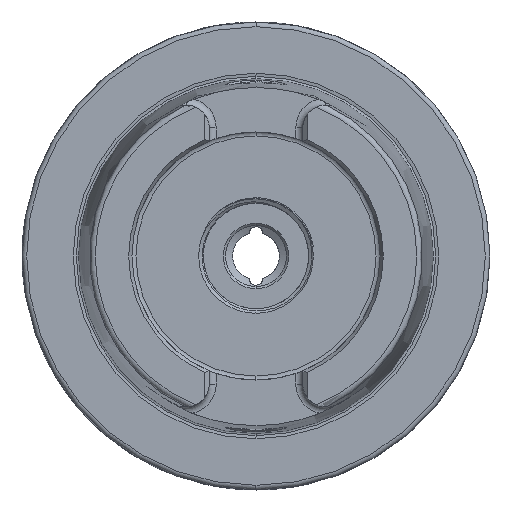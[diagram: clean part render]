
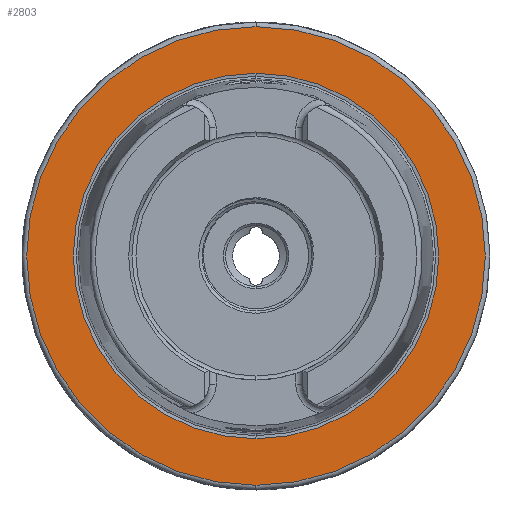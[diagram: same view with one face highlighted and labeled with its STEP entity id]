
A CAD part, left-side view. The second image highlights one B-rep face of the part: STEP entity #2803.
In plain terms, the highlighted planar face has unit normal (-1, 0, 0).
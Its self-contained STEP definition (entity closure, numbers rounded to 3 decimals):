
#1774 = CARTESIAN_POINT ( 'NONE',  ( 0., 0., 0. ) ) ;
#1800 = DIRECTION ( 'NONE',  ( -1., 0., 0. ) ) ;
#1813 = DIRECTION ( 'NONE',  ( 0., 0., 1. ) ) ;
#2803 = ADVANCED_FACE ( 'NONE', ( #27223, #27250 ), #16659, .T. ) ;
#5789 = AXIS2_PLACEMENT_3D ( 'NONE', #25051, #25057, #25077 ) ;
#5819 = AXIS2_PLACEMENT_3D ( 'NONE', #25400, #25414, #25416 ) ;
#5980 = CIRCLE ( 'NONE', #5819, 39.054 ) ;
#6143 = CIRCLE ( 'NONE', #24753, 39.054 ) ;
#6218 = CIRCLE ( 'NONE', #24535, 49. ) ;
#6455 = CIRCLE ( 'NONE', #5789, 49. ) ;
#10313 = DIRECTION ( 'NONE',  ( 1., 0., 0. ) ) ;
#10318 = DIRECTION ( 'NONE',  ( 0., 0., -1. ) ) ;
#10329 = CARTESIAN_POINT ( 'NONE',  ( 0., 0., 0. ) ) ;
#16641 = CARTESIAN_POINT ( 'NONE',  ( 0., 39.054, 0. ) ) ;
#16655 = DIRECTION ( 'NONE',  ( -1., 0., 0. ) ) ;
#16659 = PLANE ( 'NONE',  #17664 ) ;
#16660 = DIRECTION ( 'NONE',  ( 0., 0., 1. ) ) ;
#17664 = AXIS2_PLACEMENT_3D ( 'NONE', #16641, #16655, #16660 ) ;
#21207 = CARTESIAN_POINT ( 'NONE',  ( 0., 0., -39.054 ) ) ;
#21238 = CARTESIAN_POINT ( 'NONE',  ( 0., 0., 39.054 ) ) ;
#21241 = CARTESIAN_POINT ( 'NONE',  ( 0., 0., 49. ) ) ;
#21259 = CARTESIAN_POINT ( 'NONE',  ( 0., 0., -49. ) ) ;
#23047 = EDGE_CURVE ( 'NONE', #26229, #26238, #6143, .T. ) ;
#23109 = EDGE_CURVE ( 'NONE', #26249, #26210, #6218, .T. ) ;
#23568 = EDGE_CURVE ( 'NONE', #26210, #26249, #6455, .T. ) ;
#23612 = EDGE_CURVE ( 'NONE', #26238, #26229, #5980, .T. ) ;
#24535 = AXIS2_PLACEMENT_3D ( 'NONE', #1774, #1800, #1813 ) ;
#24753 = AXIS2_PLACEMENT_3D ( 'NONE', #10329, #10313, #10318 ) ;
#24857 = ORIENTED_EDGE ( 'NONE', *, *, #23109, .T. ) ;
#24863 = ORIENTED_EDGE ( 'NONE', *, *, #23568, .T. ) ;
#24864 = ORIENTED_EDGE ( 'NONE', *, *, #23612, .T. ) ;
#24865 = ORIENTED_EDGE ( 'NONE', *, *, #23047, .T. ) ;
#25051 = CARTESIAN_POINT ( 'NONE',  ( 0., 0., 0. ) ) ;
#25057 = DIRECTION ( 'NONE',  ( -1., 0., 0. ) ) ;
#25077 = DIRECTION ( 'NONE',  ( 0., 0., 1. ) ) ;
#25400 = CARTESIAN_POINT ( 'NONE',  ( 0., 0., 0. ) ) ;
#25414 = DIRECTION ( 'NONE',  ( 1., 0., 0. ) ) ;
#25416 = DIRECTION ( 'NONE',  ( 0., 0., -1. ) ) ;
#26210 = VERTEX_POINT ( 'NONE', #21241 ) ;
#26229 = VERTEX_POINT ( 'NONE', #21207 ) ;
#26238 = VERTEX_POINT ( 'NONE', #21238 ) ;
#26249 = VERTEX_POINT ( 'NONE', #21259 ) ;
#27223 = FACE_OUTER_BOUND ( 'NONE', #27754, .T. ) ;
#27250 = FACE_BOUND ( 'NONE', #27871, .T. ) ;
#27754 = EDGE_LOOP ( 'NONE', ( #24863, #24857 ) ) ;
#27871 = EDGE_LOOP ( 'NONE', ( #24864, #24865 ) ) ;
